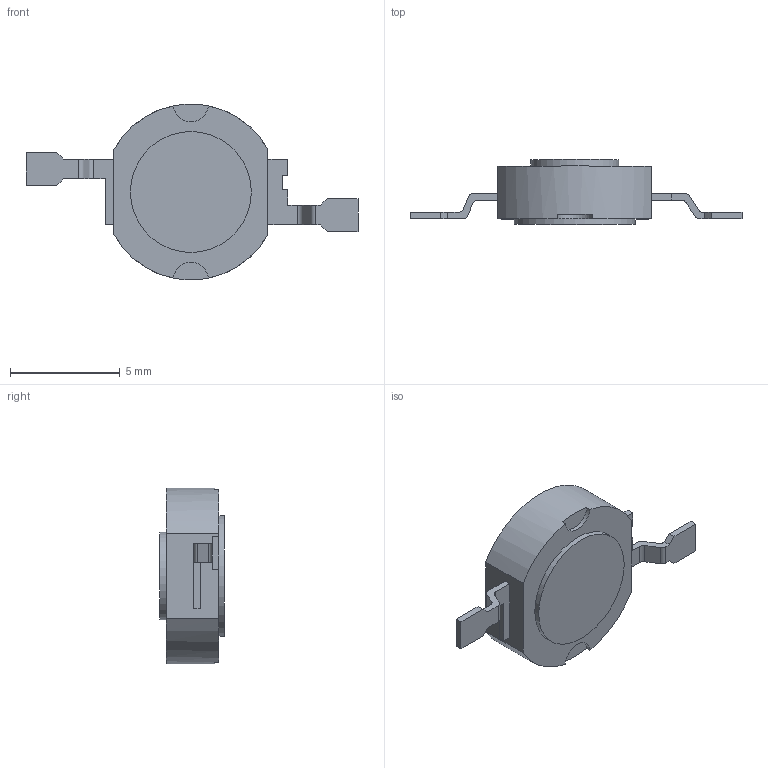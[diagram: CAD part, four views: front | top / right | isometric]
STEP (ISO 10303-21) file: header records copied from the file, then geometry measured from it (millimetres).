
FILE_DESCRIPTION(/* description */ (''),/* implementation_level */ '2;1');
FILE_NAME(/* name */ '00_LED_smd_body.ipt.step',/* time_stamp */ '2022-11-29T07:43:17+01:00',/* author */ ('diederichbenedict'),/* organization */ (''),/* preprocessor_version */ 'ST-DEVELOPER v18.1',/* originating_system */ 'Autodesk Inventor 2022',/* authorisation */ '');
FILE_SCHEMA (('AUTOMOTIVE_DESIGN { 1 0 10303 214 3 1 1 }'));
Length unit declared in the file: millimetre
Products named in the file (1): 00_LED_smd_body
Bounding box: 15.1 x 2.95 x 7.98 mm (x, y, z)
Volume: 127.5 mm3; surface area: 194.4 mm2
Topology: 1 solids, 1 shells, 56 faces, 150 edges, 100 vertices
Faces by surface type: plane 42, cylinder 14
Full cylindrical faces by diameter (mm): 4 x1, 5.5 x1
Entity records: 1841 total; most frequent: CARTESIAN_POINT 307, ORIENTED_EDGE 300, DIRECTION 296, EDGE_CURVE 150, LINE 118, VECTOR 118, VERTEX_POINT 100, AXIS2_PLACEMENT_3D 89
